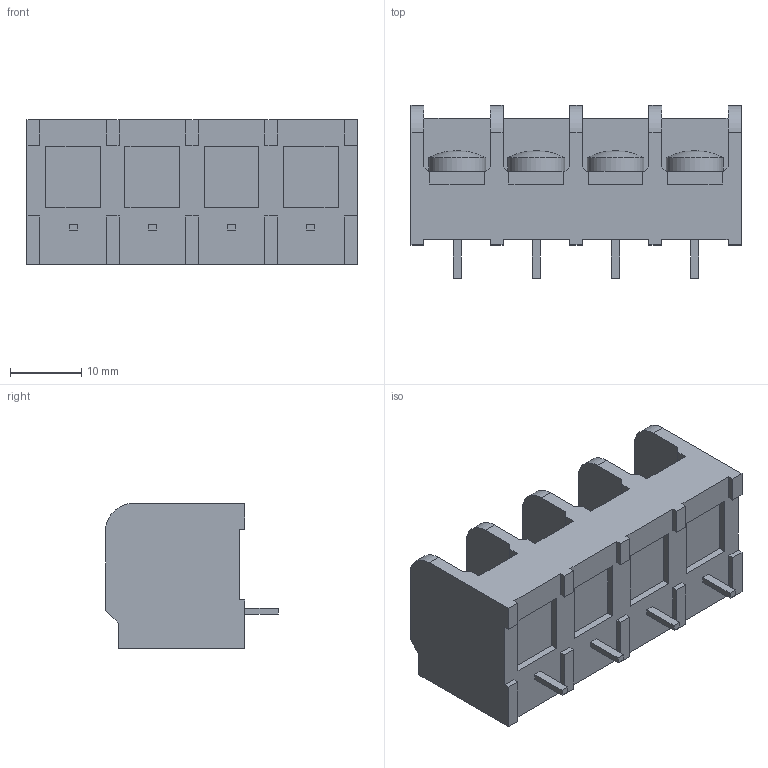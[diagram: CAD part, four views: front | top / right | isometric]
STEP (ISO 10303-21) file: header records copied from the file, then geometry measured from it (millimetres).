
FILE_DESCRIPTION((''),'2;1');
FILE_NAME('C-8-1437657-0','2009-10-14T',('workeradm'),(''),'PRO/ENGINEER BY PARAMETRIC TECHNOLOGY CORPORATION, 2008380','PRO/ENGINEER BY PARAMETRIC TECHNOLOGY CORPORATION, 2008380','');
FILE_SCHEMA(('AUTOMOTIVE_DESIGN { 1 0 10303 214 1 1 1 1 }'));
Length unit declared in the file: millimetre
Products named in the file (1): C-8-1437657-0
Bounding box: 46.3 x 24.26 x 20.32 mm (x, y, z)
Volume: 11268.6 mm3; surface area: 7351.1 mm2
Topology: 1 solids, 1 shells, 396 faces, 1103 edges, 726 vertices
Faces by surface type: plane 341, cylinder 47, sphere 8
Entity records: 12485 total; most frequent: CARTESIAN_POINT 2218, ORIENTED_EDGE 2190, DIRECTION 1989, EDGE_CURVE 1095, VECTOR 993, LINE 993, VERTEX_POINT 726, AXIS2_PLACEMENT_3D 498
